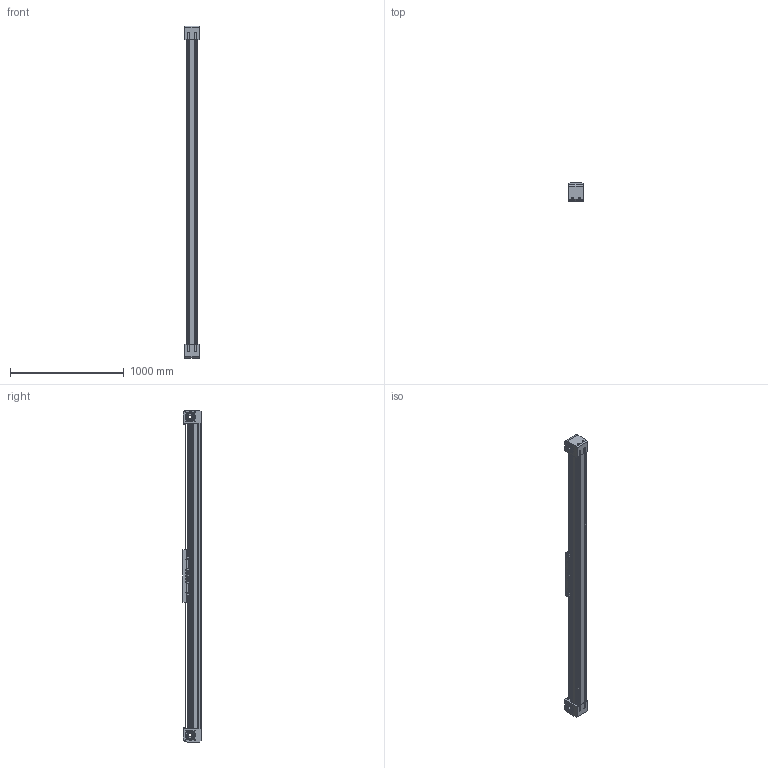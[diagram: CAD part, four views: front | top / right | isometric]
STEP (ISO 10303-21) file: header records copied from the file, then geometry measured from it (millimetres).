
FILE_DESCRIPTION (( 'STEP AP214' ), '1' );
FILE_NAME ('BLM100-2200.STEP', '2023-03-14T09:36:22', ( '' ), ( '' ), 'SwSTEP 2.0', 'SolidWorks 2023', '' );
FILE_SCHEMA (( 'AUTOMOTIVE_DESIGN' ));
Length unit declared in the file: millimetre
Products named in the file (1): BLM100-2200
Bounding box: 130 x 159 x 2920 mm (x, y, z)
Volume: 31266366.2 mm3; surface area: 3433965.3 mm2
Topology: 49 solids, 57 shells, 5594 faces, 15740 edges, 10325 vertices
Faces by surface type: plane 3078, cylinder 2168, torus 168, sphere 100, cone 56, bspline 24
Entity records: 248494 total; most frequent: CARTESIAN_POINT 38388, DIRECTION 31425, ORIENTED_EDGE 30984, EDGE_CURVE 15492, AXIS2_PLACEMENT_3D 10600, VECTOR 10225, LINE 10225, VERTEX_POINT 10189
